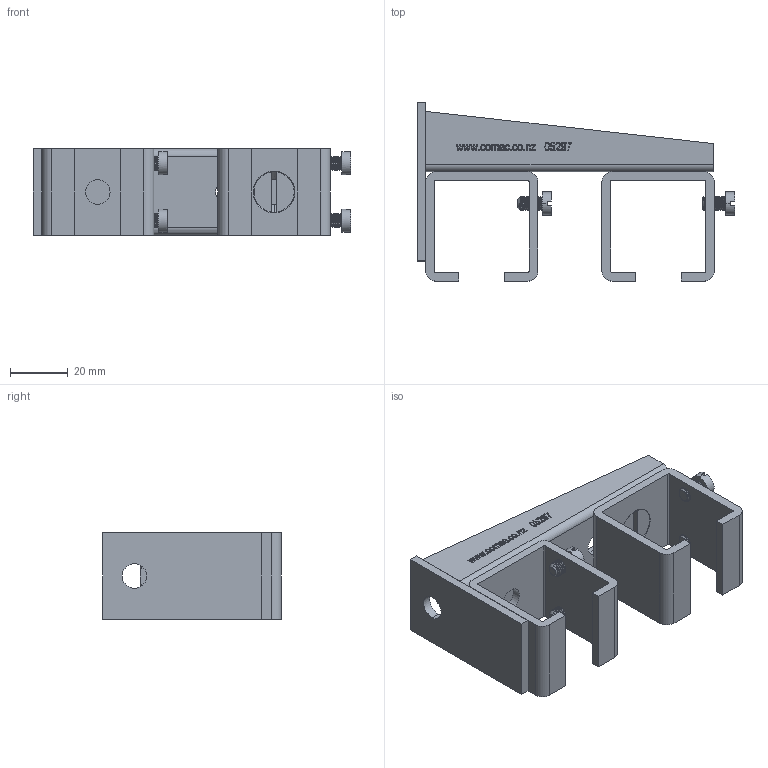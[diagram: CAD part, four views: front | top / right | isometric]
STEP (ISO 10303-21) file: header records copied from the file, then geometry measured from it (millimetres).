
FILE_DESCRIPTION (( 'STEP AP214' ), '1' );
FILE_NAME ('05297-Double Bracket 316 Stainless Steel 120kg Load.STEP', '2018-11-23T03:34:22', ( '' ), ( '' ), 'SwSTEP 2.0', 'SolidWorks 2018', '' );
FILE_SCHEMA (( 'AUTOMOTIVE_DESIGN' ));
Length unit declared in the file: millimetre
Products named in the file (5): 05297-Double Bracket 316 Stainless Steel 120kg Load; 5297 bracket; 5297 mount
Assembly tree (2 placements, depth 2):
  05297-Double Bracket 316 Stainless Steel 120kg Load
    5297 mount
    5297 bracket
  5297 bracket
  5297 mount
Bounding box: 110.45 x 62 x 30 mm (x, y, z)
Volume: 39573.7 mm3; surface area: 34301 mm2
Topology: 9 solids, 9 shells, 531 faces, 1415 edges, 934 vertices
Faces by surface type: plane 256, cylinder 126, bspline 118, cone 31
Entity records: 29788 total; most frequent: CARTESIAN_POINT 17576, ORIENTED_EDGE 2830, DIRECTION 1973, EDGE_CURVE 1415, VERTEX_POINT 934, VECTOR 799, LINE 799, AXIS2_PLACEMENT_3D 587
